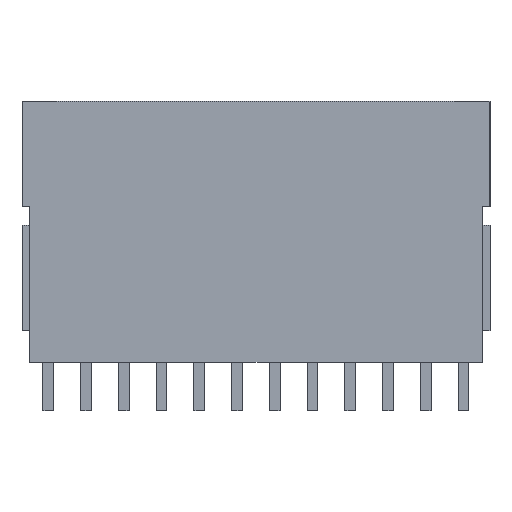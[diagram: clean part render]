
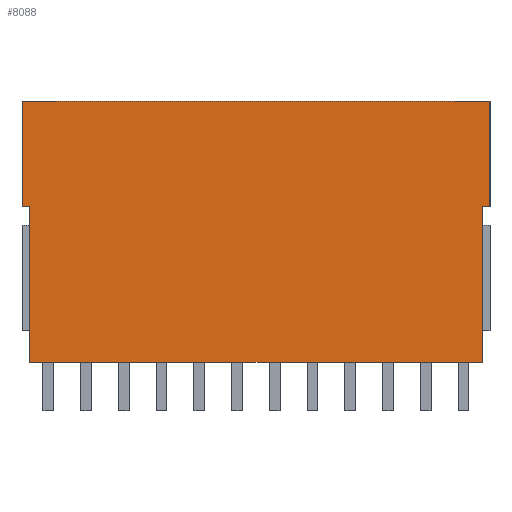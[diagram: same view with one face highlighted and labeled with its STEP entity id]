
A CAD part, front view. The second image highlights one B-rep face of the part: STEP entity #8088.
In plain terms, the highlighted planar face has unit normal (0, -1, 0).
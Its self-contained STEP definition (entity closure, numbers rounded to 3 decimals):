
#8050=AXIS2_PLACEMENT_3D('Plane Axis2P3D',#8047,#8048,#8049) ;
#2985=CARTESIAN_POINT('Vertex',(43.4,0.,18.9)) ;
#3001=CARTESIAN_POINT('Vertex',(43.4,0.,28.7)) ;
#3004=CARTESIAN_POINT('Line Origine',(43.4,0.,23.8)) ;
#3277=CARTESIAN_POINT('Line Origine',(43.05,0.,18.9)) ;
#3281=CARTESIAN_POINT('Vertex',(42.7,0.,18.9)) ;
#3306=CARTESIAN_POINT('Vertex',(42.7,0.,4.5)) ;
#3372=CARTESIAN_POINT('Line Origine',(42.7,0.,11.7)) ;
#8002=CARTESIAN_POINT('Line Origine',(21.7,0.,4.5)) ;
#8006=CARTESIAN_POINT('Vertex',(0.7,0.,4.5)) ;
#8047=CARTESIAN_POINT('Axis2P3D Location',(28.,0.,4.15)) ;
#8052=CARTESIAN_POINT('Line Origine',(21.7,0.,28.7)) ;
#8056=CARTESIAN_POINT('Vertex',(0.,0.,28.7)) ;
#8059=CARTESIAN_POINT('Line Origine',(0.,0.,23.8)) ;
#8063=CARTESIAN_POINT('Vertex',(0.,0.,18.9)) ;
#8066=CARTESIAN_POINT('Line Origine',(0.35,0.,18.9)) ;
#8070=CARTESIAN_POINT('Vertex',(0.7,0.,18.9)) ;
#8073=CARTESIAN_POINT('Line Origine',(0.7,0.,11.7)) ;
#3005=DIRECTION('Vector Direction',(0.,0.,1.)) ;
#3278=DIRECTION('Vector Direction',(1.,0.,0.)) ;
#3373=DIRECTION('Vector Direction',(0.,0.,1.)) ;
#8003=DIRECTION('Vector Direction',(-1.,0.,0.)) ;
#8048=DIRECTION('Axis2P3D Direction',(0.,1.,0.)) ;
#8049=DIRECTION('Axis2P3D XDirection',(0.,0.,1.)) ;
#8053=DIRECTION('Vector Direction',(1.,0.,0.)) ;
#8060=DIRECTION('Vector Direction',(0.,0.,1.)) ;
#8067=DIRECTION('Vector Direction',(1.,0.,0.)) ;
#8074=DIRECTION('Vector Direction',(0.,0.,1.)) ;
#3006=VECTOR('Line Direction',#3005,1.) ;
#3279=VECTOR('Line Direction',#3278,1.) ;
#3374=VECTOR('Line Direction',#3373,1.) ;
#8004=VECTOR('Line Direction',#8003,1.) ;
#8054=VECTOR('Line Direction',#8053,1.) ;
#8061=VECTOR('Line Direction',#8060,1.) ;
#8068=VECTOR('Line Direction',#8067,1.) ;
#8075=VECTOR('Line Direction',#8074,1.) ;
#8079=ORIENTED_EDGE('',*,*,#8058,.F.) ;
#8080=ORIENTED_EDGE('',*,*,#8065,.F.) ;
#8081=ORIENTED_EDGE('',*,*,#8072,.T.) ;
#8082=ORIENTED_EDGE('',*,*,#8077,.F.) ;
#8083=ORIENTED_EDGE('',*,*,#8008,.F.) ;
#8084=ORIENTED_EDGE('',*,*,#3376,.T.) ;
#8085=ORIENTED_EDGE('',*,*,#3283,.F.) ;
#8086=ORIENTED_EDGE('',*,*,#3008,.T.) ;
#8088=ADVANCED_FACE('HOUSING',(#8087),#8051,.F.) ;
#3008=EDGE_CURVE('',#2986,#3002,#3007,.T.) ;
#3283=EDGE_CURVE('',#2986,#3282,#3280,.F.) ;
#3376=EDGE_CURVE('',#3307,#3282,#3375,.T.) ;
#8008=EDGE_CURVE('',#3307,#8007,#8005,.T.) ;
#8058=EDGE_CURVE('',#8057,#3002,#8055,.T.) ;
#8065=EDGE_CURVE('',#8064,#8057,#8062,.T.) ;
#8072=EDGE_CURVE('',#8064,#8071,#8069,.T.) ;
#8077=EDGE_CURVE('',#8007,#8071,#8076,.T.) ;
#8078=EDGE_LOOP('',(#8079,#8080,#8081,#8082,#8083,#8084,#8085,#8086)) ;
#8087=FACE_OUTER_BOUND('',#8078,.T.) ;
#3007=LINE('Line',#3004,#3006) ;
#3280=LINE('Line',#3277,#3279) ;
#3375=LINE('Line',#3372,#3374) ;
#8005=LINE('Line',#8002,#8004) ;
#8055=LINE('Line',#8052,#8054) ;
#8062=LINE('Line',#8059,#8061) ;
#8069=LINE('Line',#8066,#8068) ;
#8076=LINE('Line',#8073,#8075) ;
#8051=PLANE('',#8050) ;
#2986=VERTEX_POINT('',#2985) ;
#3002=VERTEX_POINT('',#3001) ;
#3282=VERTEX_POINT('',#3281) ;
#3307=VERTEX_POINT('',#3306) ;
#8007=VERTEX_POINT('',#8006) ;
#8057=VERTEX_POINT('',#8056) ;
#8064=VERTEX_POINT('',#8063) ;
#8071=VERTEX_POINT('',#8070) ;
